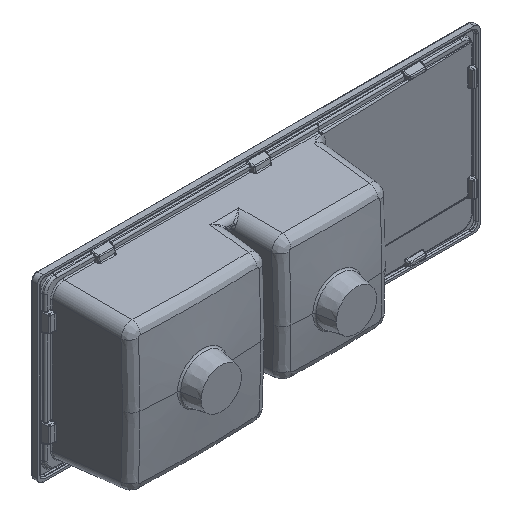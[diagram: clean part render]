
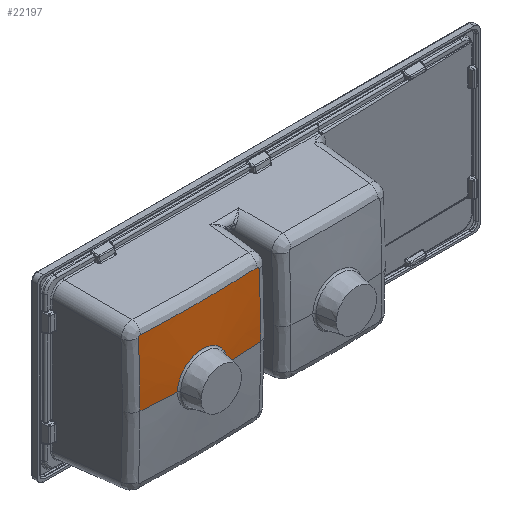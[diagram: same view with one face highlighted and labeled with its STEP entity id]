
A CAD part, isometric view. The second image highlights one B-rep face of the part: STEP entity #22197.
In plain terms, the highlighted conical face has half-angle 86.5 degrees and reference radius 151.589 mm.
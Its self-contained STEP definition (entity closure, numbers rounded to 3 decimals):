
#4166=CARTESIAN_POINT('',(-520.221,-220.191,
173.487));
#4167=CARTESIAN_POINT('',(-514.024,-220.446,
173.491));
#4168=CARTESIAN_POINT('',(-501.97,-220.924,
173.502));
#4169=CARTESIAN_POINT('',(-485.323,-221.538,
173.521));
#4170=CARTESIAN_POINT('',(-468.5,-222.104,
173.543));
#4171=CARTESIAN_POINT('',(-452.347,-222.588,
173.567));
#4172=CARTESIAN_POINT('',(-437.33,-222.979,
173.589));
#4173=CARTESIAN_POINT('',(-423.016,-223.296,
173.61));
#4174=CARTESIAN_POINT('',(-408.803,-223.551,
173.628));
#4175=CARTESIAN_POINT('',(-394.501,-223.743,
173.643));
#4176=CARTESIAN_POINT('',(-380.205,-223.867,
173.653));
#4177=CARTESIAN_POINT('',(-365.914,-223.92,
173.657));
#4178=CARTESIAN_POINT('',(-351.653,-223.901,
173.656));
#4179=CARTESIAN_POINT('',(-337.379,-223.812,
173.648));
#4180=CARTESIAN_POINT('',(-322.977,-223.651,
173.636));
#4181=CARTESIAN_POINT('',(-308.614,-223.423,
173.619));
#4182=CARTESIAN_POINT('',(-294.754,-223.143,
173.6));
#4183=CARTESIAN_POINT('',(-280.602,-222.802,
173.579));
#4184=CARTESIAN_POINT('',(-264.948,-222.365,
173.556));
#4185=CARTESIAN_POINT('',(-247.154,-221.799,
173.53));
#4186=CARTESIAN_POINT('',(-227.282,-221.09,
173.506));
#4187=CARTESIAN_POINT('',(-212.557,-220.511,
173.493));
#4188=CARTESIAN_POINT('',(-204.779,-220.191,
173.487));
#4190=CARTESIAN_POINT('',(-204.779,-220.191,
173.487));
#4191=CARTESIAN_POINT('',(-204.399,-220.175,
173.487));
#4192=CARTESIAN_POINT('',(-203.659,-220.148,
173.403));
#4193=CARTESIAN_POINT('',(-202.582,-220.121,
173.028));
#4194=CARTESIAN_POINT('',(-201.621,-220.108,
172.424));
#4195=CARTESIAN_POINT('',(-200.818,-220.11,
171.621));
#4196=CARTESIAN_POINT('',(-200.214,-220.127,
170.661));
#4197=CARTESIAN_POINT('',(-199.84,-220.159,
169.583));
#4198=CARTESIAN_POINT('',(-199.756,-220.188,
168.843));
#4199=CARTESIAN_POINT('',(-199.756,-220.205,
168.464));
#4201=CARTESIAN_POINT('',(-199.756,-220.205,
168.464));
#4202=CARTESIAN_POINT('',(-199.749,-220.692,
157.383));
#4203=CARTESIAN_POINT('',(-199.73,-221.578,
136.157));
#4204=CARTESIAN_POINT('',(-199.689,-222.642,
107.06));
#4205=CARTESIAN_POINT('',(-199.643,-223.48,
79.512));
#4206=CARTESIAN_POINT('',(-199.598,-224.097,
52.767));
#4207=CARTESIAN_POINT('',(-199.565,-224.479,
26.188));
#4208=CARTESIAN_POINT('',(-199.556,-224.565,
8.865));
#4209=CARTESIAN_POINT('',(-199.557,-224.565,
0.));
#4211=DIRECTION('',(-0.998,-0.061,0.));
#4212=VECTOR('',#4211,95.745);
#4213=CARTESIAN_POINT('',(-199.557,-224.565,
0.));
#4214=LINE('',#4213,#4212);
#4215=CARTESIAN_POINT('',(-362.5,-230.41,0.));
#4216=DIRECTION('',(0.,-1.,0.));
#4217=DIRECTION('',(1.,0.,0.));
#4218=AXIS2_PLACEMENT_3D('',#4215,#4216,#4217);
#4220=DIRECTION('',(-0.998,0.061,0.));
#4221=VECTOR('',#4220,95.745);
#4222=CARTESIAN_POINT('',(-429.878,-230.41,
0.));
#4223=LINE('',#4222,#4221);
#4224=CARTESIAN_POINT('',(-525.443,-224.565,
0.));
#4225=CARTESIAN_POINT('',(-525.444,-224.565,
8.872));
#4226=CARTESIAN_POINT('',(-525.435,-224.479,
26.203));
#4227=CARTESIAN_POINT('',(-525.402,-224.097,
52.761));
#4228=CARTESIAN_POINT('',(-525.357,-223.48,
79.494));
#4229=CARTESIAN_POINT('',(-525.311,-222.643,
107.03));
#4230=CARTESIAN_POINT('',(-525.27,-221.58,
136.121));
#4231=CARTESIAN_POINT('',(-525.251,-220.693,
157.367));
#4232=CARTESIAN_POINT('',(-525.244,-220.205,
168.464));
#4234=CARTESIAN_POINT('',(-525.244,-220.205,
168.464));
#4235=CARTESIAN_POINT('',(-525.244,-220.188,
168.844));
#4236=CARTESIAN_POINT('',(-525.16,-220.159,
169.584));
#4237=CARTESIAN_POINT('',(-524.786,-220.127,
170.661));
#4238=CARTESIAN_POINT('',(-524.182,-220.11,
171.621));
#4239=CARTESIAN_POINT('',(-523.378,-220.108,
172.425));
#4240=CARTESIAN_POINT('',(-522.418,-220.121,
173.028));
#4241=CARTESIAN_POINT('',(-521.341,-220.148,
173.403));
#4242=CARTESIAN_POINT('',(-520.601,-220.175,
173.487));
#4243=CARTESIAN_POINT('',(-520.221,-220.191,
173.487));
#11649=CARTESIAN_POINT('',(-429.878,-230.41,0.));
#11650=CARTESIAN_POINT('',(-295.122,-230.41,0.));
#11651=VERTEX_POINT('',#11649);
#11652=VERTEX_POINT('',#11650);
#11749=VERTEX_POINT('',#4166);
#11750=VERTEX_POINT('',#4188);
#11757=CARTESIAN_POINT('',(-525.443,-224.565,
0.));
#11758=VERTEX_POINT('',#11757);
#11759=CARTESIAN_POINT('',(-199.557,-224.565,
0.));
#11760=VERTEX_POINT('',#11759);
#12425=VERTEX_POINT('',#4199);
#12432=VERTEX_POINT('',#4232);
#22176=CARTESIAN_POINT('',(-362.5,-225.26,0.));
#22177=DIRECTION('',(0.,1.,0.));
#22178=DIRECTION('',(1.,0.,0.));
#22179=AXIS2_PLACEMENT_3D('',#22176,#22177,#22178);
#22180=CONICAL_SURFACE('',#22179,151.589,86.5);
#22181=ORIENTED_EDGE('',*,*,#22167,.T.);
#22183=ORIENTED_EDGE('',*,*,#22182,.T.);
#22185=ORIENTED_EDGE('',*,*,#22184,.T.);
#22187=ORIENTED_EDGE('',*,*,#22186,.T.);
#22189=ORIENTED_EDGE('',*,*,#22188,.T.);
#22191=ORIENTED_EDGE('',*,*,#22190,.T.);
#22193=ORIENTED_EDGE('',*,*,#22192,.T.);
#22194=ORIENTED_EDGE('',*,*,#22067,.T.);
#22195=EDGE_LOOP('',(#22181,#22183,#22185,#22187,#22189,#22191,#22193,#22194));
#22196=FACE_OUTER_BOUND('',#22195,.F.);
#22197=ADVANCED_FACE('',(#22196),#22180,.T.);
#4189=B_SPLINE_CURVE_WITH_KNOTS('',3,(#4166,#4167,#4168,#4169,#4170,#4171,#4172,
#4173,#4174,#4175,#4176,#4177,#4178,#4179,#4180,#4181,#4182,#4183,#4184,#4185,
#4186,#4187,#4188),.UNSPECIFIED.,.F.,.F.,(4,1,1,1,1,1,1,1,1,1,1,1,1,1,1,1,1,1,1,
1,4),(0.,0.05,0.1,0.15,0.2,0.25,0.3,0.35,0.4,0.45,0.5,
0.55,0.6,0.65,0.7,0.75,0.8,0.85,0.9,0.95,1.),.UNSPECIFIED.);
#4200=B_SPLINE_CURVE_WITH_KNOTS('',3,(#4190,#4191,#4192,#4193,#4194,#4195,#4196,
#4197,#4198,#4199),.UNSPECIFIED.,.F.,.F.,(4,1,1,1,1,1,1,4),(0.,
0.143,0.286,0.429,0.571,
0.714,0.857,1.),.UNSPECIFIED.);
#4210=B_SPLINE_CURVE_WITH_KNOTS('',3,(#4201,#4202,#4203,#4204,#4205,#4206,#4207,
#4208,#4209),.UNSPECIFIED.,.F.,.F.,(4,1,1,1,1,1,4),(0.,0.167,
0.333,0.5,0.667,0.833,1.),
.UNSPECIFIED.);
#4219=CIRCLE('',#4218,67.378);
#4233=B_SPLINE_CURVE_WITH_KNOTS('',3,(#4224,#4225,#4226,#4227,#4228,#4229,#4230,
#4231,#4232),.UNSPECIFIED.,.F.,.F.,(4,1,1,1,1,1,4),(0.,0.167,
0.333,0.5,0.667,0.833,1.),
.UNSPECIFIED.);
#4244=B_SPLINE_CURVE_WITH_KNOTS('',3,(#4234,#4235,#4236,#4237,#4238,#4239,#4240,
#4241,#4242,#4243),.UNSPECIFIED.,.F.,.F.,(4,1,1,1,1,1,1,4),(0.,
0.143,0.286,0.429,0.571,
0.714,0.857,1.),.UNSPECIFIED.);
#22067=EDGE_CURVE('',#12432,#11749,#4244,.T.);
#22167=EDGE_CURVE('',#11749,#11750,#4189,.T.);
#22182=EDGE_CURVE('',#11750,#12425,#4200,.T.);
#22184=EDGE_CURVE('',#12425,#11760,#4210,.T.);
#22186=EDGE_CURVE('',#11760,#11652,#4214,.T.);
#22188=EDGE_CURVE('',#11652,#11651,#4219,.T.);
#22190=EDGE_CURVE('',#11651,#11758,#4223,.T.);
#22192=EDGE_CURVE('',#11758,#12432,#4233,.T.);
